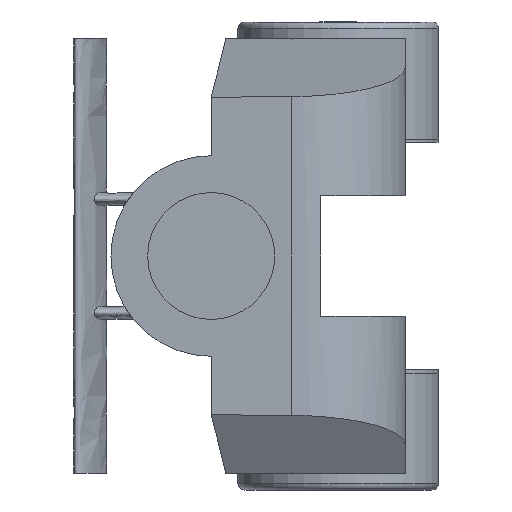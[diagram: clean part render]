
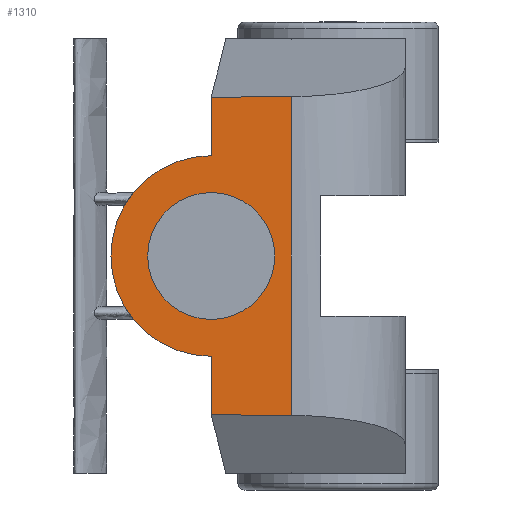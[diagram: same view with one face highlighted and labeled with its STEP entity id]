
A CAD part, left-side view. The second image highlights one B-rep face of the part: STEP entity #1310.
In plain terms, the highlighted planar face has unit normal (-1, 0, 0).
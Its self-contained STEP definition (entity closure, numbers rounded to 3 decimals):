
#143=LINE('',#2341,#258);
#144=LINE('',#2346,#259);
#145=LINE('',#2348,#260);
#146=LINE('',#2352,#261);
#147=LINE('',#2353,#262);
#258=VECTOR('',#1699,10.);
#259=VECTOR('',#1706,10.);
#260=VECTOR('',#1707,10.);
#261=VECTOR('',#1710,10.);
#262=VECTOR('',#1711,10.);
#317=FACE_BOUND('',#490,.T.);
#348=PLANE('',#1434);
#412=FACE_OUTER_BOUND('',#489,.T.);
#489=EDGE_LOOP('',(#1079,#1080,#1081,#1082,#1083,#1084));
#490=EDGE_LOOP('',(#1085));
#564=CIRCLE('',#1435,15.);
#565=CIRCLE('',#1436,9.5);
#661=VERTEX_POINT('',#2338);
#662=VERTEX_POINT('',#2340);
#663=VERTEX_POINT('',#2345);
#664=VERTEX_POINT('',#2347);
#665=VERTEX_POINT('',#2349);
#666=VERTEX_POINT('',#2351);
#667=VERTEX_POINT('',#2354);
#819=EDGE_CURVE('',#661,#662,#143,.T.);
#822=EDGE_CURVE('',#661,#663,#144,.T.);
#823=EDGE_CURVE('',#663,#664,#145,.T.);
#824=EDGE_CURVE('',#665,#664,#564,.T.);
#825=EDGE_CURVE('',#666,#665,#146,.T.);
#826=EDGE_CURVE('',#662,#666,#147,.T.);
#827=EDGE_CURVE('',#667,#667,#565,.T.);
#1079=ORIENTED_EDGE('',*,*,#819,.F.);
#1080=ORIENTED_EDGE('',*,*,#822,.T.);
#1081=ORIENTED_EDGE('',*,*,#823,.T.);
#1082=ORIENTED_EDGE('',*,*,#824,.F.);
#1083=ORIENTED_EDGE('',*,*,#825,.F.);
#1084=ORIENTED_EDGE('',*,*,#826,.F.);
#1085=ORIENTED_EDGE('',*,*,#827,.T.);
#1310=ADVANCED_FACE('',(#412,#317),#348,.F.);
#1434=AXIS2_PLACEMENT_3D('',#2344,#1704,#1705);
#1435=AXIS2_PLACEMENT_3D('',#2350,#1708,#1709);
#1436=AXIS2_PLACEMENT_3D('',#2355,#1712,#1713);
#1699=DIRECTION('',(0.,0.,-1.));
#1704=DIRECTION('center_axis',(1.,0.,0.));
#1705=DIRECTION('ref_axis',(0.,0.,-1.));
#1706=DIRECTION('',(0.,1.,-0.007));
#1707=DIRECTION('',(0.,0.,-1.));
#1708=DIRECTION('center_axis',(1.,0.,0.));
#1709=DIRECTION('ref_axis',(0.,1.,0.));
#1710=DIRECTION('',(0.,0.,1.));
#1711=DIRECTION('',(0.,1.,0.007));
#1712=DIRECTION('center_axis',(1.,0.,0.));
#1713=DIRECTION('ref_axis',(0.,1.,0.));
#2338=CARTESIAN_POINT('',(0.,17.,23.836));
#2340=CARTESIAN_POINT('',(0.,17.,-23.836));
#2341=CARTESIAN_POINT('',(0.,17.,11.25));
#2344=CARTESIAN_POINT('Origin',(0.,22.,7.5));
#2345=CARTESIAN_POINT('',(0.,29.,23.75));
#2346=CARTESIAN_POINT('',(0.,25.558,23.775));
#2347=CARTESIAN_POINT('',(0.,29.,15.));
#2348=CARTESIAN_POINT('',(0.,29.,32.));
#2349=CARTESIAN_POINT('',(0.,29.,-15.));
#2350=CARTESIAN_POINT('Origin',(0.,29.,0.));
#2351=CARTESIAN_POINT('',(0.,29.,-23.75));
#2352=CARTESIAN_POINT('',(0.,29.,-32.));
#2353=CARTESIAN_POINT('',(0.,25.558,-23.775));
#2354=CARTESIAN_POINT('',(0.,19.5,0.));
#2355=CARTESIAN_POINT('Origin',(0.,29.,0.));
